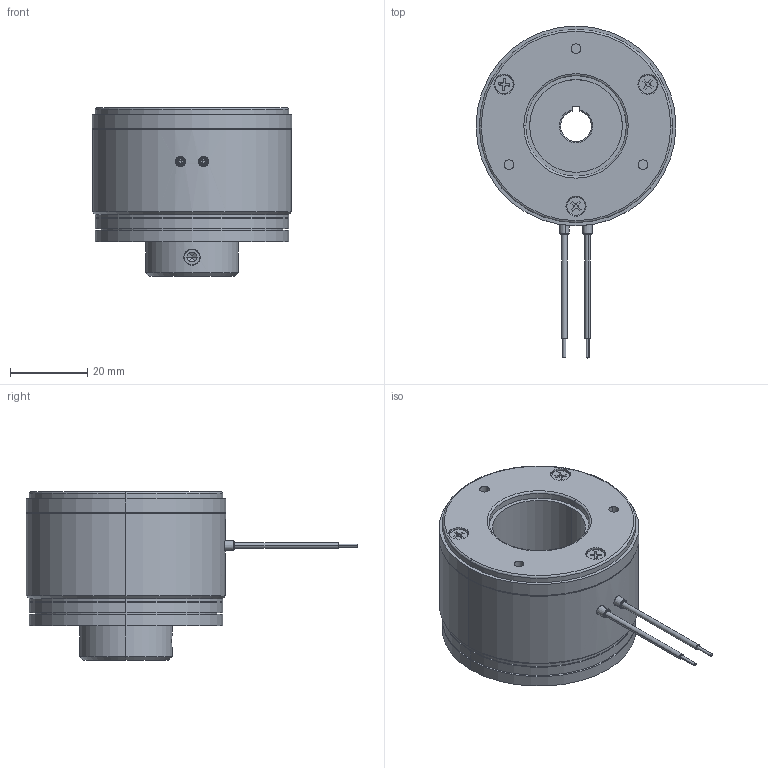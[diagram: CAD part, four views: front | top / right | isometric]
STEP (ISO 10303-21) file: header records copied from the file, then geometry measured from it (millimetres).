
FILE_DESCRIPTION (( 'STEP AP214' ), '1' );
FILE_NAME ('dr_bk_05P1-330_mu.STEP', '2021-11-30T13:24:40', ( '' ), ( '' ), 'SwSTEP 2.0', 'SolidWorks 2019', '' );
FILE_SCHEMA (( 'AUTOMOTIVE_DESIGN' ));
Length unit declared in the file: millimetre
Products named in the file (11): 10069442_000; 10068773_000_Einbaul„nge 1,9 mm; 10068779_000_eingebaut; 10068781_000_M 5 x 5; 10069443_000; 10069018_000; dr_bk_05P1-330_mu; 10068774_000_genietet (1,8 mm Klemml�nge �2,6); 10068772_000; 10068965_000; 10069017_000
Assembly tree (16 placements, depth 4):
  dr_bk_05P1-330_mu
    10068965_000
    10069442_000
      10069443_000
      10069018_000
        10069017_000
        10068772_000
        10068774_000_genietet (1,8 mm Klemml�nge �2,6)  x3
        10068779_000_eingebaut  x3
      10068773_000_Einbaul„nge 1,9 mm  x3
      10068781_000_M 5 x 5
Bounding box: 51.7 x 85.85 x 43.7 mm (x, y, z)
Volume: 58456.2 mm3; surface area: 22278.3 mm2
Topology: 16 solids, 16 shells, 425 faces, 954 edges, 580 vertices
Faces by surface type: cylinder 169, cone 106, plane 102, torus 42, sphere 6
Entity records: 11891 total; most frequent: CARTESIAN_POINT 2002, DIRECTION 1752, ORIENTED_EDGE 1464, EDGE_CURVE 732, AXIS2_PLACEMENT_3D 702, VERTEX_POINT 458, EDGE_LOOP 396, CIRCLE 360
